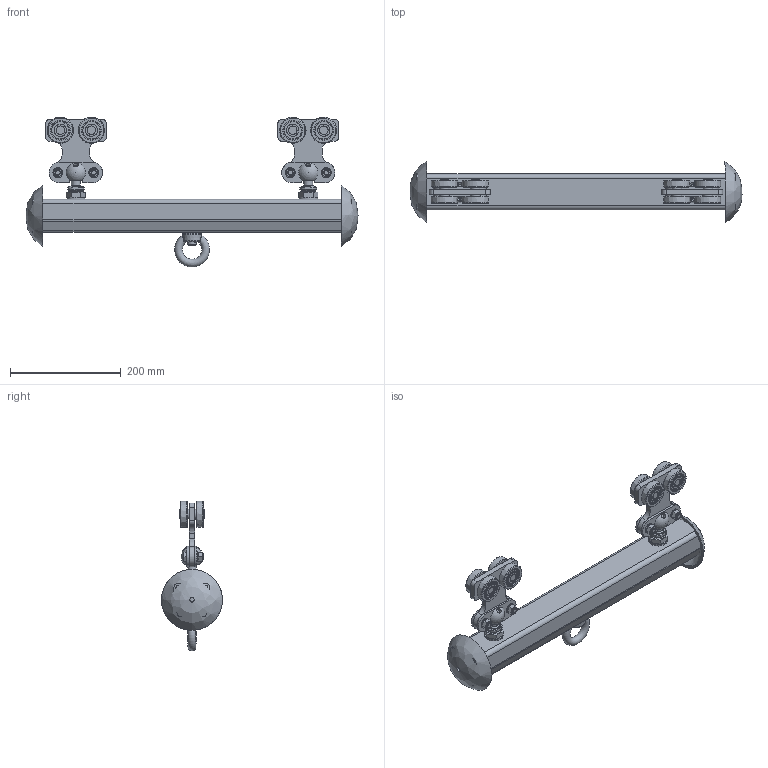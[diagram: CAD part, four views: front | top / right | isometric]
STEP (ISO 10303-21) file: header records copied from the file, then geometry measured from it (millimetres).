
FILE_DESCRIPTION(('STEP AP214'),'1');
FILE_NAME('PMH Profilskena Akvagn 1524.stp','2013-07-03T08:42:56',(' '),(' '),'Spatial InterOp 3D',' ',' ');
FILE_SCHEMA(('automotive_design'));
Length unit declared in the file: millimetre
Products named in the file (83): PMH Profilskena Akvagn 1524; Part1; M6S M16x35; Profil 5; 1514 _kvagn; Linear austragen1; Linear austragen2; Linear austragen15; Spiegeln2; Rotation1; Fase1; Rotation3; Kreismuster2[1]; Kreismuster2[2]; Kreismuster2[3]; Kreismuster2[4]; Kreismuster2[5]; Kreismuster2[6]; Kreismuster2[7]; Rotation4; Rotation5; <PU1820_0_1>-<Linear austragen1>; Part6; Part8
Assembly tree (83 placements, depth 3):
  PMH Profilskena Akvagn 1524
    Part1
    M6S M16x35
    Profil 5
    1514 _kvagn  x2
      Linear austragen1
      Linear austragen1
      Linear austragen2
      Linear austragen1
      Linear austragen15
      Spiegeln2
      Spiegeln2
      Linear austragen1
      Linear austragen15
      Linear austragen1
      Linear austragen1
      Linear austragen1
      Rotation1
      Fase1
      Rotation3
      Kreismuster2[1]
      Kreismuster2[2]
      Kreismuster2[3]
      Kreismuster2[4]
      Kreismuster2[5]
      Kreismuster2[6]
      Kreismuster2[7]
      Rotation4
      Rotation5
      Spiegeln2
      <PU1820_0_1>-<Linear austragen1>
      Linear austragen1
      Linear austragen1
      Linear austragen1
      Linear austragen1
      <PU1820_0_1>-<Linear austragen1>
      <PU1820_0_1>-<Linear austragen1>
      Rotation1
      Fase1
      Rotation3
      Kreismuster2[1]
      Kreismuster2[2]
      Kreismuster2[3]
      Kreismuster2[4]
      Kreismuster2[5]
      Kreismuster2[6]
      Kreismuster2[7]
      Rotation4
      Rotation5
      Spiegeln2
      Rotation1
      Fase1
      Rotation3
      Kreismuster2[1]
      Kreismuster2[2]
      Kreismuster2[3]
      Kreismuster2[4]
      Kreismuster2[5]
      Kreismuster2[6]
      Kreismuster2[7]
Bounding box: 599.98 x 110.14 x 271.02 mm (x, y, z)
Volume: 1068703.3 mm3; surface area: 541369.5 mm2
Topology: 156 solids, 156 shells, 1099 faces, 2435 edges, 1556 vertices
Faces by surface type: plane 418, cylinder 304, cone 146, sphere 140, torus 63, bspline 28
Full cylindrical faces by diameter (mm): 8 x2, 8.376 x4, 10 x4, 10.5 x12, 12 x12, 12.2 x4, 12.5 x16, 14.5 x1, 14.63 x4, 16 x3, 16.5 x1, 17.294 x4, 18 x8, 20 x2, 22 x40, 24 x16, 24.6 x8, 29.4 x8, 30 x16, 35 x1, 35.6 x16, 36 x32
Entity records: 24969 total; most frequent: CARTESIAN_POINT 6998, DIRECTION 2624, ORIENTED_EDGE 1842, AXIS2_PLACEMENT_3D 1185, EDGE_LOOP 930, EDGE_CURVE 921, VERTEX_POINT 741, FACE_OUTER_BOUND 735
